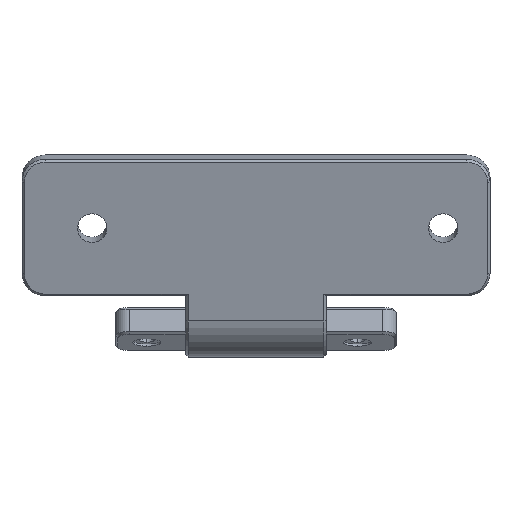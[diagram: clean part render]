
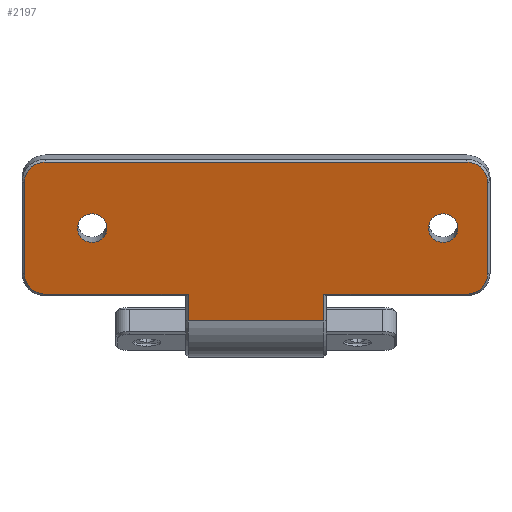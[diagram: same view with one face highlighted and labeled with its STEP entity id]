
A CAD part, left-side view. The second image highlights one B-rep face of the part: STEP entity #2197.
In plain terms, the highlighted planar face has unit normal (-0.973, 0, -0.23).
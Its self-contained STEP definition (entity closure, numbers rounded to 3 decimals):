
#298=AXIS2_PLACEMENT_3D('Circle Axis2P3D',#296,#297,$) ;
#324=AXIS2_PLACEMENT_3D('Circle Axis2P3D',#322,#323,$) ;
#355=AXIS2_PLACEMENT_3D('Circle Axis2P3D',#353,#354,$) ;
#381=AXIS2_PLACEMENT_3D('Circle Axis2P3D',#379,#380,$) ;
#2112=AXIS2_PLACEMENT_3D('Plane Axis2P3D',#2109,#2110,#2111) ;
#2123=AXIS2_PLACEMENT_3D('Circle Axis2P3D',#2121,#2122,$) ;
#2137=AXIS2_PLACEMENT_3D('Circle Axis2P3D',#2135,#2136,$) ;
#2151=AXIS2_PLACEMENT_3D('Circle Axis2P3D',#2149,#2150,$) ;
#2165=AXIS2_PLACEMENT_3D('Circle Axis2P3D',#2163,#2164,$) ;
#291=CARTESIAN_POINT('Vertex',(15.754,-43.15,227.531)) ;
#296=CARTESIAN_POINT('Axis2P3D Location',(15.754,-40.,227.531)) ;
#300=CARTESIAN_POINT('Vertex',(15.754,-36.85,227.531)) ;
#322=CARTESIAN_POINT('Axis2P3D Location',(15.754,-40.,227.531)) ;
#348=CARTESIAN_POINT('Vertex',(15.754,31.85,227.531)) ;
#353=CARTESIAN_POINT('Axis2P3D Location',(15.754,35.,227.531)) ;
#357=CARTESIAN_POINT('Vertex',(15.754,38.15,227.531)) ;
#379=CARTESIAN_POINT('Axis2P3D Location',(15.754,35.,227.531)) ;
#483=CARTESIAN_POINT('Vertex',(20.45,-14.5,207.696)) ;
#1245=CARTESIAN_POINT('Line Origine',(20.45,0.,207.696)) ;
#1249=CARTESIAN_POINT('Vertex',(20.45,14.5,207.696)) ;
#2071=CARTESIAN_POINT('Vertex',(19.095,-14.5,213.421)) ;
#2074=CARTESIAN_POINT('Line Origine',(16.817,-14.5,223.041)) ;
#2091=CARTESIAN_POINT('Line Origine',(16.817,14.5,223.041)) ;
#2095=CARTESIAN_POINT('Vertex',(19.095,14.5,213.421)) ;
#2109=CARTESIAN_POINT('Axis2P3D Location',(65.289,0.,18.315)) ;
#2114=CARTESIAN_POINT('Line Origine',(19.095,-29.75,213.421)) ;
#2118=CARTESIAN_POINT('Vertex',(19.095,-45.,213.421)) ;
#2121=CARTESIAN_POINT('Axis2P3D Location',(18.058,-45.,217.8)) ;
#2125=CARTESIAN_POINT('Vertex',(18.058,-49.5,217.8)) ;
#2128=CARTESIAN_POINT('Line Origine',(15.754,-49.5,227.531)) ;
#2132=CARTESIAN_POINT('Vertex',(13.45,-49.5,237.262)) ;
#2135=CARTESIAN_POINT('Axis2P3D Location',(13.45,-45.,237.262)) ;
#2139=CARTESIAN_POINT('Vertex',(12.414,-45.,241.641)) ;
#2142=CARTESIAN_POINT('Line Origine',(12.414,0.,241.641)) ;
#2146=CARTESIAN_POINT('Vertex',(12.414,45.,241.641)) ;
#2149=CARTESIAN_POINT('Axis2P3D Location',(13.45,45.,237.262)) ;
#2153=CARTESIAN_POINT('Vertex',(13.45,49.5,237.262)) ;
#2156=CARTESIAN_POINT('Line Origine',(15.754,49.5,227.531)) ;
#2160=CARTESIAN_POINT('Vertex',(18.058,49.5,217.8)) ;
#2163=CARTESIAN_POINT('Axis2P3D Location',(18.058,45.,217.8)) ;
#2167=CARTESIAN_POINT('Vertex',(19.095,45.,213.421)) ;
#2170=CARTESIAN_POINT('Line Origine',(19.095,29.75,213.421)) ;
#297=DIRECTION('Axis2P3D Direction',(-0.973,0.,-0.23)) ;
#323=DIRECTION('Axis2P3D Direction',(-0.973,0.,-0.23)) ;
#354=DIRECTION('Axis2P3D Direction',(-0.973,0.,-0.23)) ;
#380=DIRECTION('Axis2P3D Direction',(-0.973,0.,-0.23)) ;
#1246=DIRECTION('Vector Direction',(0.,1.,0.)) ;
#2075=DIRECTION('Vector Direction',(0.23,0.,-0.973)) ;
#2092=DIRECTION('Vector Direction',(-0.23,0.,0.973)) ;
#2110=DIRECTION('Axis2P3D Direction',(-0.973,0.,-0.23)) ;
#2111=DIRECTION('Axis2P3D XDirection',(0.,-1.,0.)) ;
#2115=DIRECTION('Vector Direction',(0.,1.,0.)) ;
#2122=DIRECTION('Axis2P3D Direction',(-0.973,0.,-0.23)) ;
#2129=DIRECTION('Vector Direction',(0.23,0.,-0.973)) ;
#2136=DIRECTION('Axis2P3D Direction',(-0.973,0.,-0.23)) ;
#2143=DIRECTION('Vector Direction',(0.,-1.,0.)) ;
#2150=DIRECTION('Axis2P3D Direction',(-0.973,0.,-0.23)) ;
#2157=DIRECTION('Vector Direction',(-0.23,0.,0.973)) ;
#2164=DIRECTION('Axis2P3D Direction',(-0.973,0.,-0.23)) ;
#2171=DIRECTION('Vector Direction',(0.,-1.,0.)) ;
#1247=VECTOR('Line Direction',#1246,1.) ;
#2076=VECTOR('Line Direction',#2075,1.) ;
#2093=VECTOR('Line Direction',#2092,1.) ;
#2116=VECTOR('Line Direction',#2115,1.) ;
#2130=VECTOR('Line Direction',#2129,1.) ;
#2144=VECTOR('Line Direction',#2143,1.) ;
#2158=VECTOR('Line Direction',#2157,1.) ;
#2172=VECTOR('Line Direction',#2171,1.) ;
#2176=ORIENTED_EDGE('',*,*,#2097,.F.) ;
#2177=ORIENTED_EDGE('',*,*,#1251,.F.) ;
#2178=ORIENTED_EDGE('',*,*,#2078,.F.) ;
#2179=ORIENTED_EDGE('',*,*,#2120,.F.) ;
#2180=ORIENTED_EDGE('',*,*,#2127,.F.) ;
#2181=ORIENTED_EDGE('',*,*,#2134,.F.) ;
#2182=ORIENTED_EDGE('',*,*,#2141,.F.) ;
#2183=ORIENTED_EDGE('',*,*,#2148,.F.) ;
#2184=ORIENTED_EDGE('',*,*,#2155,.F.) ;
#2185=ORIENTED_EDGE('',*,*,#2162,.F.) ;
#2186=ORIENTED_EDGE('',*,*,#2169,.F.) ;
#2187=ORIENTED_EDGE('',*,*,#2174,.F.) ;
#2190=ORIENTED_EDGE('',*,*,#359,.F.) ;
#2191=ORIENTED_EDGE('',*,*,#383,.F.) ;
#2194=ORIENTED_EDGE('',*,*,#302,.F.) ;
#2195=ORIENTED_EDGE('',*,*,#326,.F.) ;
#2192=FACE_BOUND('',#2189,.T.) ;
#2196=FACE_BOUND('',#2193,.T.) ;
#2197=ADVANCED_FACE('\X2\96F64EF651E04F554F53\X0\',(#2188,#2192,#2196),#2113,.T.) ;
#299=CIRCLE('generated circle',#298,3.15) ;
#325=CIRCLE('generated circle',#324,3.15) ;
#356=CIRCLE('generated circle',#355,3.15) ;
#382=CIRCLE('generated circle',#381,3.15) ;
#2124=CIRCLE('generated circle',#2123,4.5) ;
#2138=CIRCLE('generated circle',#2137,4.5) ;
#2152=CIRCLE('generated circle',#2151,4.5) ;
#2166=CIRCLE('generated circle',#2165,4.5) ;
#302=EDGE_CURVE('',#292,#301,#299,.T.) ;
#326=EDGE_CURVE('',#301,#292,#325,.T.) ;
#359=EDGE_CURVE('',#349,#358,#356,.T.) ;
#383=EDGE_CURVE('',#358,#349,#382,.T.) ;
#1251=EDGE_CURVE('',#484,#1250,#1248,.T.) ;
#2078=EDGE_CURVE('',#2072,#484,#2077,.T.) ;
#2097=EDGE_CURVE('',#1250,#2096,#2094,.T.) ;
#2120=EDGE_CURVE('',#2119,#2072,#2117,.T.) ;
#2127=EDGE_CURVE('',#2126,#2119,#2124,.F.) ;
#2134=EDGE_CURVE('',#2133,#2126,#2131,.T.) ;
#2141=EDGE_CURVE('',#2140,#2133,#2138,.F.) ;
#2148=EDGE_CURVE('',#2147,#2140,#2145,.T.) ;
#2155=EDGE_CURVE('',#2154,#2147,#2152,.F.) ;
#2162=EDGE_CURVE('',#2161,#2154,#2159,.T.) ;
#2169=EDGE_CURVE('',#2168,#2161,#2166,.F.) ;
#2174=EDGE_CURVE('',#2096,#2168,#2173,.F.) ;
#2175=EDGE_LOOP('',(#2176,#2177,#2178,#2179,#2180,#2181,#2182,#2183,#2184,#2185,#2186,#2187)) ;
#2189=EDGE_LOOP('',(#2190,#2191)) ;
#2193=EDGE_LOOP('',(#2194,#2195)) ;
#2188=FACE_OUTER_BOUND('',#2175,.T.) ;
#1248=LINE('Line',#1245,#1247) ;
#2077=LINE('Line',#2074,#2076) ;
#2094=LINE('Line',#2091,#2093) ;
#2117=LINE('Line',#2114,#2116) ;
#2131=LINE('Line',#2128,#2130) ;
#2145=LINE('Line',#2142,#2144) ;
#2159=LINE('Line',#2156,#2158) ;
#2173=LINE('Line',#2170,#2172) ;
#2113=PLANE('',#2112) ;
#292=VERTEX_POINT('',#291) ;
#301=VERTEX_POINT('',#300) ;
#349=VERTEX_POINT('',#348) ;
#358=VERTEX_POINT('',#357) ;
#484=VERTEX_POINT('',#483) ;
#1250=VERTEX_POINT('',#1249) ;
#2072=VERTEX_POINT('',#2071) ;
#2096=VERTEX_POINT('',#2095) ;
#2119=VERTEX_POINT('',#2118) ;
#2126=VERTEX_POINT('',#2125) ;
#2133=VERTEX_POINT('',#2132) ;
#2140=VERTEX_POINT('',#2139) ;
#2147=VERTEX_POINT('',#2146) ;
#2154=VERTEX_POINT('',#2153) ;
#2161=VERTEX_POINT('',#2160) ;
#2168=VERTEX_POINT('',#2167) ;
